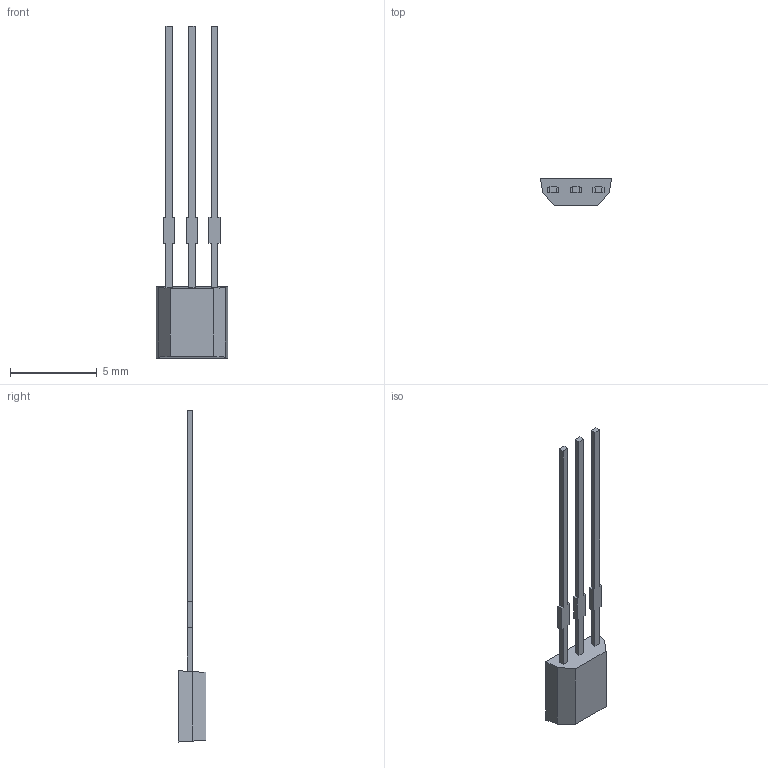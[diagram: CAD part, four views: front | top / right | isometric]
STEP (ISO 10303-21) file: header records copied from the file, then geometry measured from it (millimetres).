
FILE_DESCRIPTION (( 'STEP AP214' ), '1' );
FILE_NAME ('SS49E.STEP', '2022-04-29T07:38:12', ( '' ), ( '' ), 'SwSTEP 2.0', 'SolidWorks 2018', '' );
FILE_SCHEMA (( 'AUTOMOTIVE_DESIGN' ));
Length unit declared in the file: millimetre
Products named in the file (1): SS49E
Bounding box: 4.1 x 1.6 x 19.09 mm (x, y, z)
Volume: 28.1 mm3; surface area: 118.3 mm2
Topology: 4 solids, 4 shells, 53 faces, 132 edges, 88 vertices
Faces by surface type: plane 51, cylinder 2
Entity records: 2073 total; most frequent: CARTESIAN_POINT 274, ORIENTED_EDGE 264, DIRECTION 244, EDGE_CURVE 132, LINE 128, VECTOR 128, VERTEX_POINT 88, AXIS2_PLACEMENT_3D 58
